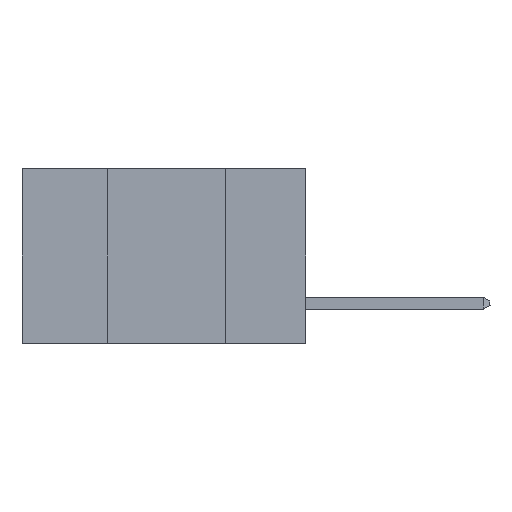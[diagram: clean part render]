
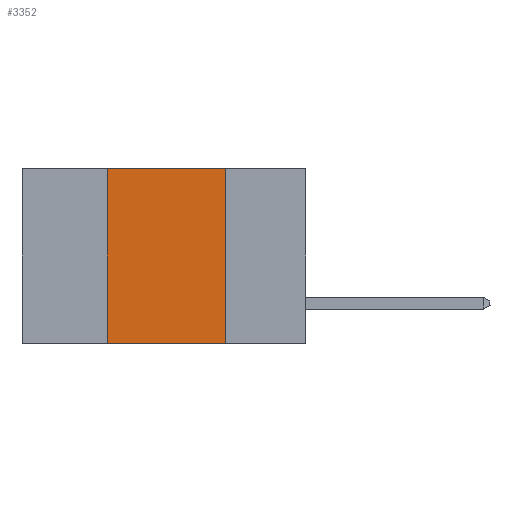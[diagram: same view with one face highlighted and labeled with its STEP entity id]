
A CAD part, left-side view. The second image highlights one B-rep face of the part: STEP entity #3352.
In plain terms, the highlighted planar face has unit normal (-1, 0, 0).
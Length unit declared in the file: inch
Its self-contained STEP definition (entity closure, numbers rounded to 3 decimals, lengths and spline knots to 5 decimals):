
#247 = LINE ( 'NONE', #4535, #7871 ) ;
#249 = EDGE_CURVE ( 'NONE', #5878, #2129, #5165, .T. ) ;
#258 = ORIENTED_EDGE ( 'NONE', *, *, #249, .F. ) ;
#434 = EDGE_CURVE ( 'NONE', #2129, #1201, #6312, .T. ) ;
#435 = EDGE_CURVE ( 'NONE', #6702, #5878, #9698, .T. ) ;
#438 = EDGE_CURVE ( 'NONE', #6702, #1201, #247, .T. ) ;
#1103 = AXIS2_PLACEMENT_3D ( 'NONE', #2955, #9316, #6919 ) ;
#1201 = VERTEX_POINT ( 'NONE', #7771 ) ;
#1261 = ORIENTED_EDGE ( 'NONE', *, *, #438, .T. ) ;
#2129 = VERTEX_POINT ( 'NONE', #9703 ) ;
#2955 = CARTESIAN_POINT ( 'NONE',  ( 0., 0.6, 0. ) ) ;
#3352 = ADVANCED_FACE ( 'NONE', ( #7680 ), #9102, .F. ) ;
#3624 = DIRECTION ( 'NONE',  ( 0., -1., 0. ) ) ;
#4181 = ORIENTED_EDGE ( 'NONE', *, *, #434, .F. ) ;
#4183 = ORIENTED_EDGE ( 'NONE', *, *, #435, .F. ) ;
#4301 = VECTOR ( 'NONE', #9017, 39.37008 ) ;
#4535 = CARTESIAN_POINT ( 'NONE',  ( 0., 0.6, -0.37 ) ) ;
#4957 = CARTESIAN_POINT ( 'NONE',  ( 0., 0.6, 0. ) ) ;
#5165 = LINE ( 'NONE', #4957, #8569 ) ;
#5733 = EDGE_LOOP ( 'NONE', ( #4181, #258, #4183, #1261 ) ) ;
#5878 = VERTEX_POINT ( 'NONE', #7325 ) ;
#6312 = LINE ( 'NONE', #9646, #4301 ) ;
#6702 = VERTEX_POINT ( 'NONE', #7584 ) ;
#6919 = DIRECTION ( 'NONE',  ( 0., 0., -1. ) ) ;
#7325 = CARTESIAN_POINT ( 'NONE',  ( 0., 0.42, 0. ) ) ;
#7584 = CARTESIAN_POINT ( 'NONE',  ( 0., 0.42, -0.37 ) ) ;
#7680 = FACE_OUTER_BOUND ( 'NONE', #5733, .T. ) ;
#7771 = CARTESIAN_POINT ( 'NONE',  ( 0., 0.17, -0.37 ) ) ;
#7871 = VECTOR ( 'NONE', #9465, 39.37008 ) ;
#8078 = VECTOR ( 'NONE', #9500, 39.37008 ) ;
#8569 = VECTOR ( 'NONE', #3624, 39.37008 ) ;
#8977 = CARTESIAN_POINT ( 'NONE',  ( 0., 0.42, 0. ) ) ;
#9017 = DIRECTION ( 'NONE',  ( 0., 0., -1. ) ) ;
#9102 = PLANE ( 'NONE',  #1103 ) ;
#9316 = DIRECTION ( 'NONE',  ( 1., 0., 0. ) ) ;
#9465 = DIRECTION ( 'NONE',  ( 0., -1., 0. ) ) ;
#9500 = DIRECTION ( 'NONE',  ( 0., 0., 1. ) ) ;
#9646 = CARTESIAN_POINT ( 'NONE',  ( 0., 0.17, 0. ) ) ;
#9698 = LINE ( 'NONE', #8977, #8078 ) ;
#9703 = CARTESIAN_POINT ( 'NONE',  ( 0., 0.17, 0. ) ) ;
